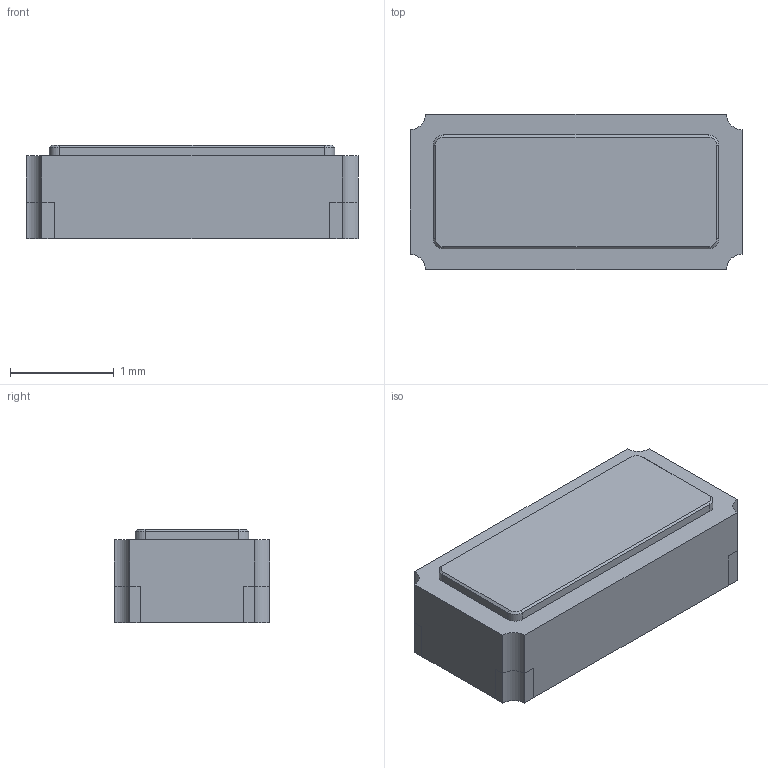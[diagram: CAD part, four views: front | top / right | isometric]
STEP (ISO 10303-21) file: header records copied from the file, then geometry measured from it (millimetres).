
FILE_DESCRIPTION (( 'STEP AP214' ), '1' );
FILE_NAME ('FC-135 32.7680KA-K0.STEP', '2024-06-30T08:37:48', ( '' ), ( '' ), 'SwSTEP 2.0', 'SolidWorks 2022', '' );
FILE_SCHEMA (( 'AUTOMOTIVE_DESIGN' ));
Length unit declared in the file: millimetre
Products named in the file (4): 1; 3; FC-135 32.7680KA-K0; 2
Assembly tree (3 placements, depth 2):
  FC-135 32.7680KA-K0
    1
    2
    3
Bounding box: 3.2 x 1.5 x 0.9 mm (x, y, z)
Volume: 4.1 mm3; surface area: 32 mm2
Topology: 4 solids, 4 shells, 82 faces, 214 edges, 140 vertices
Faces by surface type: plane 58, cylinder 20, cone 4
Entity records: 3558 total; most frequent: CARTESIAN_POINT 447, DIRECTION 429, ORIENTED_EDGE 428, EDGE_CURVE 214, LINE 165, VECTOR 165, VERTEX_POINT 140, AXIS2_PLACEMENT_3D 132
